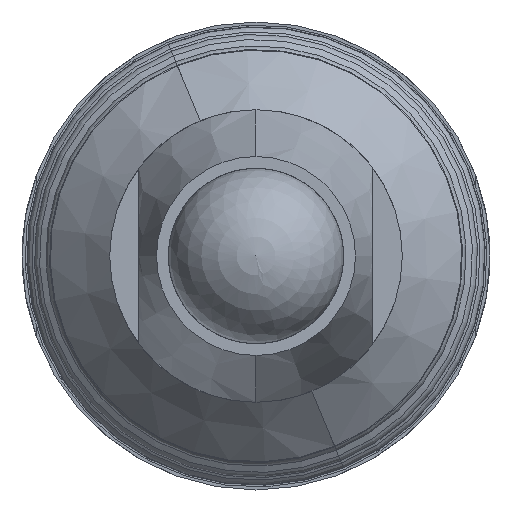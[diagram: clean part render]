
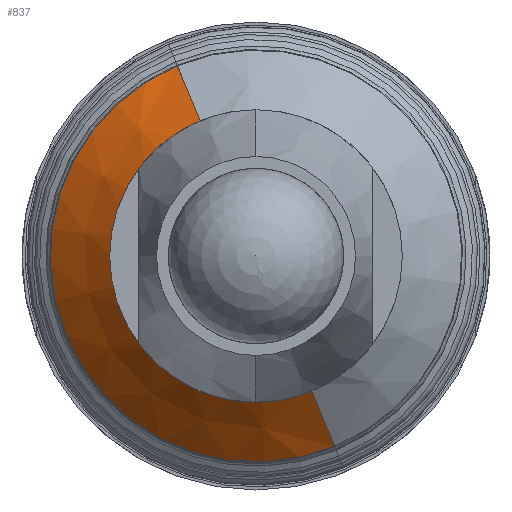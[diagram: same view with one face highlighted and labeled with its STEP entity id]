
A CAD part, left-side view. The second image highlights one B-rep face of the part: STEP entity #837.
In plain terms, the highlighted conical face has half-angle 45.975 degrees and reference radius 3.695 mm.
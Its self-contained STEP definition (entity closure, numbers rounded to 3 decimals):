
#369 = CIRCLE ( 'NONE', #7585, 3.532 ) ;
#397 = EDGE_CURVE ( 'NONE', #10776, #3308, #13249, .T. ) ;
#520 = CARTESIAN_POINT ( 'NONE',  ( -123.382, 0., 0. ) ) ;
#837 = ADVANCED_FACE ( 'NONE', ( #4637 ), #4634, .T. ) ;
#871 = LINE ( 'NONE', #11047, #7376 ) ;
#1056 = VECTOR ( 'NONE', #6295, 1000. ) ;
#1182 = EDGE_CURVE ( 'NONE', #9351, #12241, #369, .T. ) ;
#1681 = ORIENTED_EDGE ( 'NONE', *, *, #397, .T. ) ;
#2208 = LINE ( 'NONE', #8364, #1056 ) ;
#2228 = EDGE_CURVE ( 'NONE', #10776, #12241, #2208, .T. ) ;
#2538 = DIRECTION ( 'NONE',  ( -1., 0., 0. ) ) ;
#2919 = DIRECTION ( 'NONE',  ( 0.695, 0.275, 0.665 ) ) ;
#3308 = VERTEX_POINT ( 'NONE', #6768 ) ;
#4497 = CARTESIAN_POINT ( 'NONE',  ( -123.382, -0.904, -2.189 ) ) ;
#4634 = CONICAL_SURFACE ( 'NONE', #7624, 3.695, 0.802 ) ;
#4637 = FACE_OUTER_BOUND ( 'NONE', #11640, .T. ) ;
#5129 = ORIENTED_EDGE ( 'NONE', *, *, #2228, .F. ) ;
#5400 = CARTESIAN_POINT ( 'NONE',  ( -122.257, 0., 0. ) ) ;
#6036 = DIRECTION ( 'NONE',  ( 0., -0.382, -0.924 ) ) ;
#6295 = DIRECTION ( 'NONE',  ( 0.695, -0.275, -0.665 ) ) ;
#6768 = CARTESIAN_POINT ( 'NONE',  ( -123.382, 0.904, 2.189 ) ) ;
#7376 = VECTOR ( 'NONE', #2919, 1000. ) ;
#7421 = AXIS2_PLACEMENT_3D ( 'NONE', #520, #12168, #6036 ) ;
#7585 = AXIS2_PLACEMENT_3D ( 'NONE', #5400, #2538, #7671 ) ;
#7624 = AXIS2_PLACEMENT_3D ( 'NONE', #9822, #7716, #13060 ) ;
#7671 = DIRECTION ( 'NONE',  ( 0., 0.382, 0.924 ) ) ;
#7716 = DIRECTION ( 'NONE',  ( 1., 0., 0. ) ) ;
#7877 = EDGE_CURVE ( 'NONE', #3308, #9351, #871, .T. ) ;
#8364 = CARTESIAN_POINT ( 'NONE',  ( -122.1, -1.411, -3.415 ) ) ;
#9351 = VERTEX_POINT ( 'NONE', #12230 ) ;
#9822 = CARTESIAN_POINT ( 'NONE',  ( -122.1, 0., 0. ) ) ;
#9836 = CARTESIAN_POINT ( 'NONE',  ( -122.257, -1.349, -3.265 ) ) ;
#10776 = VERTEX_POINT ( 'NONE', #4497 ) ;
#10915 = ORIENTED_EDGE ( 'NONE', *, *, #1182, .T. ) ;
#11047 = CARTESIAN_POINT ( 'NONE',  ( -122.1, 1.411, 3.415 ) ) ;
#11640 = EDGE_LOOP ( 'NONE', ( #1681, #11659, #10915, #5129 ) ) ;
#11659 = ORIENTED_EDGE ( 'NONE', *, *, #7877, .T. ) ;
#12168 = DIRECTION ( 'NONE',  ( 1., 0., 0. ) ) ;
#12230 = CARTESIAN_POINT ( 'NONE',  ( -122.257, 1.349, 3.265 ) ) ;
#12241 = VERTEX_POINT ( 'NONE', #9836 ) ;
#13060 = DIRECTION ( 'NONE',  ( 0., -0.382, -0.924 ) ) ;
#13249 = CIRCLE ( 'NONE', #7421, 2.368 ) ;
